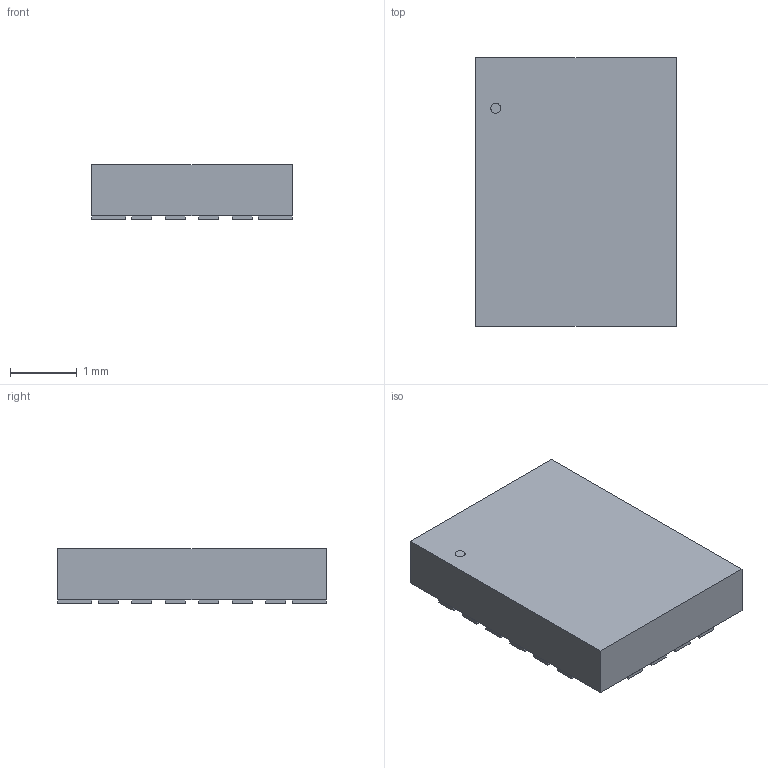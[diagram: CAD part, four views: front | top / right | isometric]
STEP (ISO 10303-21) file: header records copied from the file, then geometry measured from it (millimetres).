
FILE_DESCRIPTION(('STEP AP214'),'1');
FILE_NAME('UDC_20_ADI','2024-01-06T05:25:36',(''),(''),'','','');
FILE_SCHEMA(('AUTOMOTIVE_DESIGN'));
Length unit declared in the file: millimetre
Products named in the file (1): product
Bounding box: 3 x 4.01 x 0.81 mm (x, y, z)
Volume: 9.3 mm3; surface area: 42.6 mm2
Topology: 22 solids, 22 shells, 129 faces, 255 edges, 170 vertices
Faces by surface type: plane 128, cylinder 1
Full cylindrical faces by diameter (mm): 0.15 x1
Entity records: 3253 total; most frequent: DIRECTION 518, ORIENTED_EDGE 508, CARTESIAN_POINT 303, EDGE_CURVE 254, LINE 252, VECTOR 252, VERTEX_POINT 170, AXIS2_PLACEMENT_3D 133
